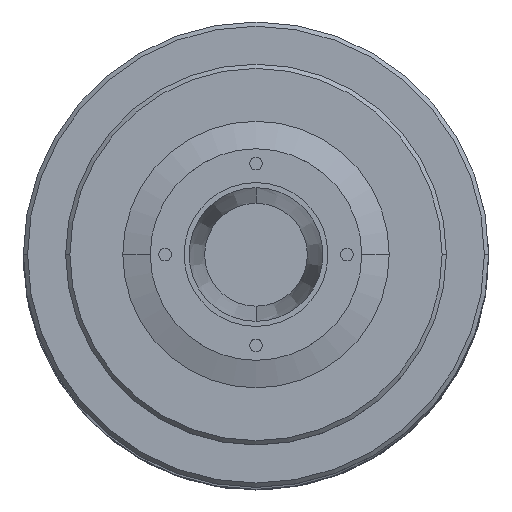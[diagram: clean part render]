
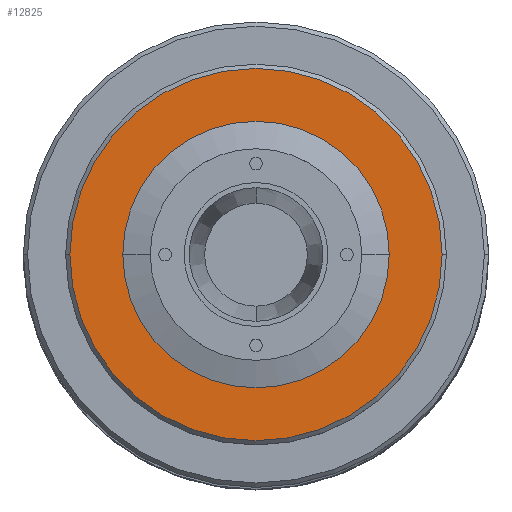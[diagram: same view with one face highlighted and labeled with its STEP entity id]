
A CAD part, top view. The second image highlights one B-rep face of the part: STEP entity #12825.
In plain terms, the highlighted face is planar.
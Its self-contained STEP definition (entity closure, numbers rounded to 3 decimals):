
#52 = VERTEX_POINT ( 'NONE', #2986 ) ;
#160 = DIRECTION ( 'NONE',  ( 1., 0., 0. ) ) ;
#288 = AXIS2_PLACEMENT_3D ( 'NONE', #415, #3600, #5570 ) ;
#376 = VERTEX_POINT ( 'NONE', #2385 ) ;
#415 = CARTESIAN_POINT ( 'NONE',  ( 6., 0., 0. ) ) ;
#480 = CARTESIAN_POINT ( 'NONE',  ( 6., 0., 0. ) ) ;
#957 = DIRECTION ( 'NONE',  ( 1., 0., 0. ) ) ;
#1544 = CIRCLE ( 'NONE', #288, 44. ) ;
#2115 = CARTESIAN_POINT ( 'NONE',  ( 6., 0., 0. ) ) ;
#2241 = CIRCLE ( 'NONE', #8538, 26.6 ) ;
#2385 = CARTESIAN_POINT ( 'NONE',  ( 6., 0., 26.6 ) ) ;
#2507 = DIRECTION ( 'NONE',  ( 0., 0., 1. ) ) ;
#2683 = CARTESIAN_POINT ( 'NONE',  ( 6., 0., 0. ) ) ;
#2921 = CIRCLE ( 'NONE', #3485, 26.6 ) ;
#2986 = CARTESIAN_POINT ( 'NONE',  ( 6., 0., 44. ) ) ;
#3485 = AXIS2_PLACEMENT_3D ( 'NONE', #480, #5645, #2507 ) ;
#3600 = DIRECTION ( 'NONE',  ( 1., 0., 0. ) ) ;
#4249 = CIRCLE ( 'NONE', #4706, 44. ) ;
#4312 = ORIENTED_EDGE ( 'NONE', *, *, #10766, .F. ) ;
#4706 = AXIS2_PLACEMENT_3D ( 'NONE', #2115, #160, #8276 ) ;
#4961 = EDGE_CURVE ( 'NONE', #376, #12405, #2241, .T. ) ;
#5538 = FACE_OUTER_BOUND ( 'NONE', #10343, .T. ) ;
#5570 = DIRECTION ( 'NONE',  ( 0., 0., -1. ) ) ;
#5629 = EDGE_CURVE ( 'NONE', #6854, #52, #1544, .T. ) ;
#5645 = DIRECTION ( 'NONE',  ( -1., 0., 0. ) ) ;
#5673 = DIRECTION ( 'NONE',  ( -1., 0., 0. ) ) ;
#6854 = VERTEX_POINT ( 'NONE', #12878 ) ;
#7355 = ORIENTED_EDGE ( 'NONE', *, *, #5629, .F. ) ;
#7683 = DIRECTION ( 'NONE',  ( 0., 0., 1. ) ) ;
#7852 = CARTESIAN_POINT ( 'NONE',  ( 6., 0., -26.6 ) ) ;
#8276 = DIRECTION ( 'NONE',  ( 0., 0., -1. ) ) ;
#8538 = AXIS2_PLACEMENT_3D ( 'NONE', #2683, #5673, #7683 ) ;
#9845 = EDGE_LOOP ( 'NONE', ( #12840, #10800 ) ) ;
#10103 = CARTESIAN_POINT ( 'NONE',  ( 6., 26.6, 0. ) ) ;
#10284 = EDGE_CURVE ( 'NONE', #12405, #376, #2921, .T. ) ;
#10343 = EDGE_LOOP ( 'NONE', ( #7355, #4312 ) ) ;
#10503 = AXIS2_PLACEMENT_3D ( 'NONE', #10103, #957, #11170 ) ;
#10766 = EDGE_CURVE ( 'NONE', #52, #6854, #4249, .T. ) ;
#10800 = ORIENTED_EDGE ( 'NONE', *, *, #10284, .F. ) ;
#11170 = DIRECTION ( 'NONE',  ( 0., 0., -1. ) ) ;
#12365 = FACE_BOUND ( 'NONE', #9845, .T. ) ;
#12405 = VERTEX_POINT ( 'NONE', #7852 ) ;
#12825 = ADVANCED_FACE ( 'NONE', ( #5538, #12365 ), #13071, .F. ) ;
#12840 = ORIENTED_EDGE ( 'NONE', *, *, #4961, .F. ) ;
#12878 = CARTESIAN_POINT ( 'NONE',  ( 6., 0., -44. ) ) ;
#13071 = PLANE ( 'NONE',  #10503 ) ;
